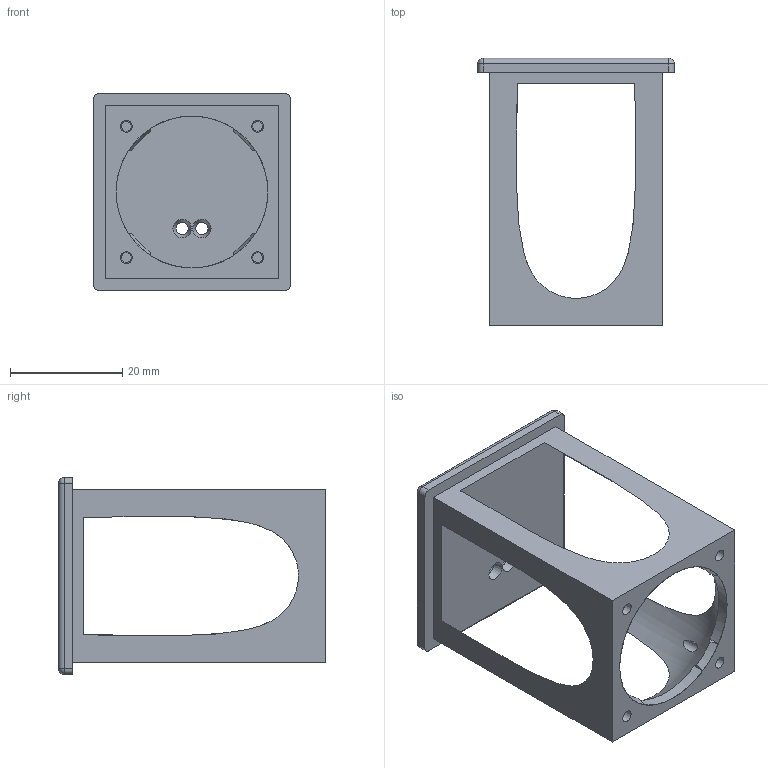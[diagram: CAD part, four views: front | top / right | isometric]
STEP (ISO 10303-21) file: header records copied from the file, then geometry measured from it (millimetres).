
FILE_DESCRIPTION(/* description */ ('Alibre Inc.'),/* implementation_level */ '2;1');
FILE_NAME(/* name */ 'export-6545BCED-B72E-486F-843B-87ED37C8A9DC',/* time_stamp */ '2025-09-06T21:45:43+02:00',/* author */ (''),/* organization */ (''),/* preprocessor_version */ 'ST-DEVELOPER v17',/* originating_system */ 'Alibre',/* authorisation */ '');
FILE_SCHEMA (('CONFIG_CONTROL_DESIGN'));
Length unit declared in the file: millimetre
Bounding box: 35 x 47.5 x 35 mm (x, y, z)
Volume: 7711.3 mm3; surface area: 7750.9 mm2
Topology: 1 solids, 1 shells, 67 faces, 173 edges, 105 vertices
Faces by surface type: plane 27, cylinder 24, cone 11, sphere 4, revolution 1
Full cylindrical faces by diameter (mm): 1.8 x4, 2.2 x2, 2.4 x2
Entity records: 8672 total; most frequent: CARTESIAN_POINT 7151, ORIENTED_EDGE 302, DIRECTION 242, EDGE_CURVE 151, AXIS2_PLACEMENT_3D 103, EDGE_LOOP 102, FACE_BOUND 102, VERTEX_POINT 101
